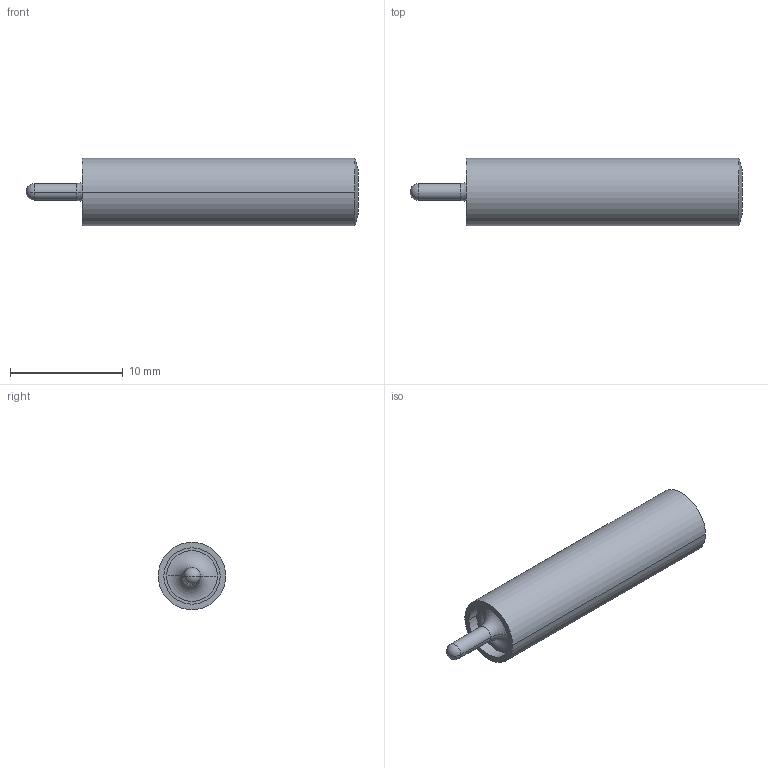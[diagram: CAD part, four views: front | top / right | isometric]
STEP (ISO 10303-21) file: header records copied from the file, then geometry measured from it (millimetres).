
FILE_DESCRIPTION((''),'2;1');
FILE_NAME('1413_LB4_1_5S_ASM','2013-01-24T',('tosc'),(''),'PRO/ENGINEER BY PARAMETRIC TECHNOLOGY CORPORATION, 2011490','PRO/ENGINEER BY PARAMETRIC TECHNOLOGY CORPORATION, 2011490','');
FILE_SCHEMA(('CONFIG_CONTROL_DESIGN'));
Length unit declared in the file: millimetre
Products named in the file (3): 1412_HUELSE; 1411_LB4_BUCHSE; 1413_LB4_1_5S_ASM
Assembly tree (2 placements, depth 2):
  1413_LB4_1_5S_ASM
    1412_HUELSE
    1411_LB4_BUCHSE
Bounding box: 29.5 x 6 x 6 mm (x, y, z)
Surface area: 1399.6 mm2 (no closed solid volume)
Topology: 0 solids, 2 shells, 35 faces, 76 edges, 42 vertices
Faces by surface type: cylinder 18, cone 8, plane 5, torus 2, sphere 2
Entity records: 1189 total; most frequent: CARTESIAN_POINT 220, DIRECTION 188, ORIENTED_EDGE 144, AXIS2_PLACEMENT_3D 80, EDGE_CURVE 72, VERTEX_POINT 42, EDGE_LOOP 40, CIRCLE 40
